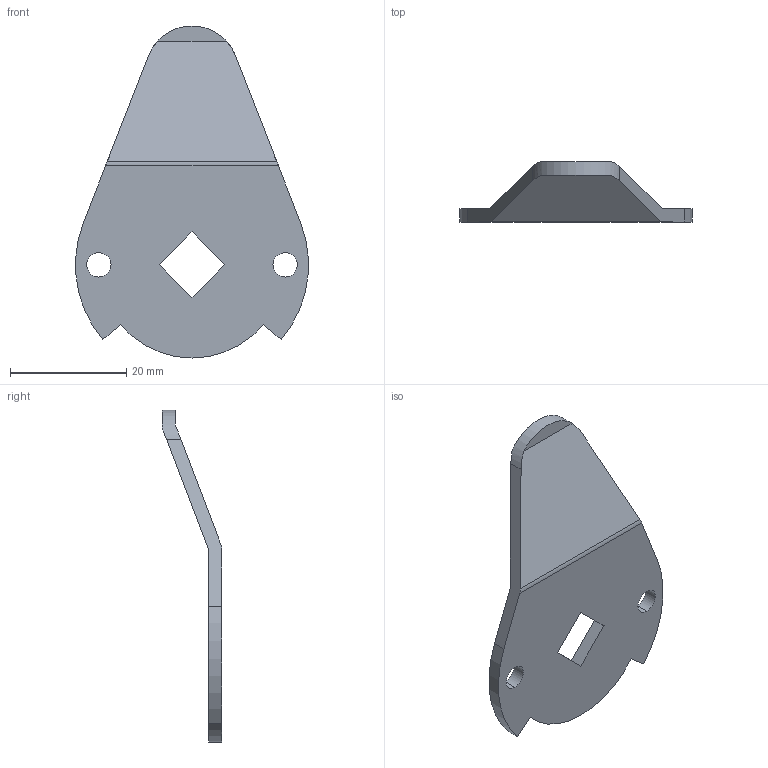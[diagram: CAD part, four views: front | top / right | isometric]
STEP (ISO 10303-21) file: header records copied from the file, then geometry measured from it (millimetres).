
FILE_DESCRIPTION (( 'STEP AP203' ), '1' );
FILE_NAME ('AC-25-D.STEP', '2009-05-01T06:54:09', ( ' ' ), ( ' ' ), 'SwSTEP 2.0', 'SolidWorks 2007', '' );
FILE_SCHEMA (( 'CONFIG_CONTROL_DESIGN' ));
Length unit declared in the file: millimetre
Products named in the file (1): AC-25-D
Bounding box: 39.91 x 10.3 x 57 mm (x, y, z)
Volume: 3515.3 mm3; surface area: 3565 mm2
Topology: 1 solids, 1 shells, 25 faces, 69 edges, 46 vertices
Faces by surface type: plane 14, cylinder 11
Entity records: 892 total; most frequent: CARTESIAN_POINT 165, ORIENTED_EDGE 138, DIRECTION 131, EDGE_CURVE 69, VERTEX_POINT 46, AXIS2_PLACEMENT_3D 44, LINE 43, VECTOR 43
